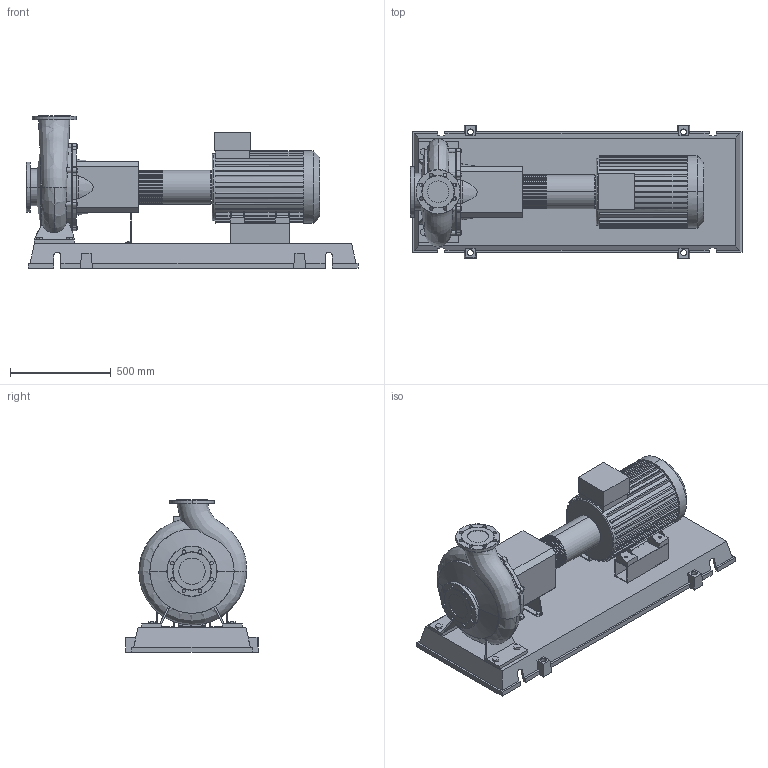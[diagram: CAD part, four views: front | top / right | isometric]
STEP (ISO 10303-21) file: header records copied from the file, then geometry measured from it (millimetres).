
FILE_DESCRIPTION((''),'2;1');
FILE_NAME('3d_NL100_400-22-4-12-4109373.stp','2015-03-03T07:24:30',(''),(''),'Mechanical Desktop 2009','Mechanical Desktop 2009',', , ');
FILE_SCHEMA(('CONFIG_CONTROL_DESIGN'));
Length unit declared in the file: millimetre
Products named in the file (1): Product
Bounding box: 1650 x 660 x 758 mm (x, y, z)
Volume: 136346767.1 mm3; surface area: 6607303.7 mm2
Topology: 13 solids, 13 shells, 922 faces, 2450 edges, 1605 vertices
Faces by surface type: plane 470, cylinder 261, bspline 163, cone 14, torus 14
Entity records: 32965 total; most frequent: CARTESIAN_POINT 9785, ORIENTED_EDGE 4902, DIRECTION 4671, EDGE_CURVE 2451, VERTEX_POINT 1604, AXIS2_PLACEMENT_3D 1572, VECTOR 1527, LINE 1527
